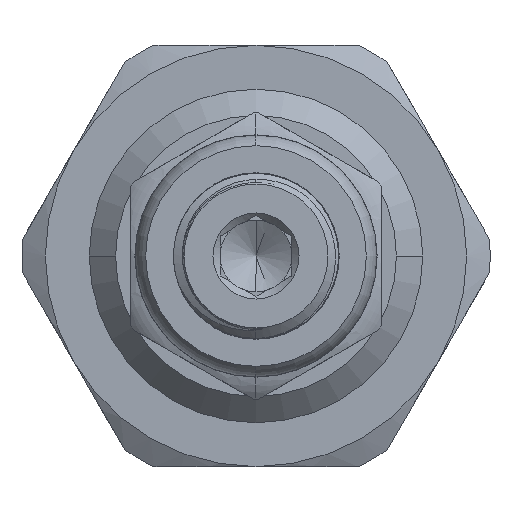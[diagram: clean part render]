
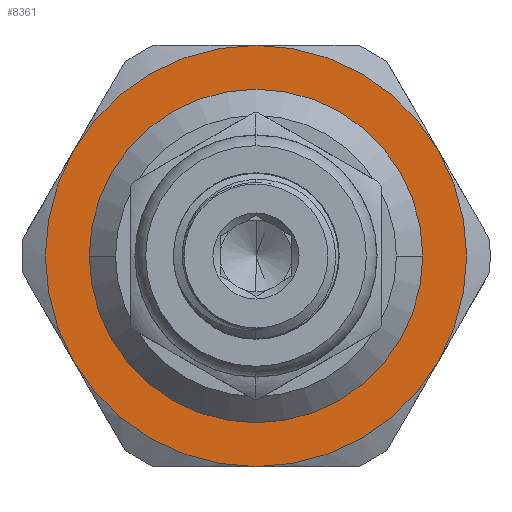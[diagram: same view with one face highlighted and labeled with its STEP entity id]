
A CAD part, left-side view. The second image highlights one B-rep face of the part: STEP entity #8361.
In plain terms, the highlighted planar face has unit normal (-1, 0, 0).
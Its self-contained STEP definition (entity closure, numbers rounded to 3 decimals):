
#194 = EDGE_LOOP ( 'NONE', ( #9527, #2315 ) ) ;
#488 = DIRECTION ( 'NONE',  ( -1., 0., 0. ) ) ;
#549 = CARTESIAN_POINT ( 'NONE',  ( 0., -10.392, -6. ) ) ;
#744 = EDGE_CURVE ( 'NONE', #8168, #1777, #11135, .T. ) ;
#822 = CARTESIAN_POINT ( 'NONE',  ( 0., 0., -12. ) ) ;
#1777 = VERTEX_POINT ( 'NONE', #12709 ) ;
#2315 = ORIENTED_EDGE ( 'NONE', *, *, #744, .F. ) ;
#2397 = CARTESIAN_POINT ( 'NONE',  ( 0., 0., -8.5 ) ) ;
#2658 = DIRECTION ( 'NONE',  ( -1., 0., 0. ) ) ;
#2808 = CIRCLE ( 'NONE', #6379, 12. ) ;
#3230 = CARTESIAN_POINT ( 'NONE',  ( 0., 10.392, 6. ) ) ;
#3495 = ORIENTED_EDGE ( 'NONE', *, *, #14051, .T. ) ;
#3536 = CARTESIAN_POINT ( 'NONE',  ( 0., 0., 0. ) ) ;
#3549 = EDGE_CURVE ( 'NONE', #9455, #13522, #2808, .T. ) ;
#3562 = DIRECTION ( 'NONE',  ( -1., 0., 0. ) ) ;
#3589 = DIRECTION ( 'NONE',  ( 0., 0., 1. ) ) ;
#3608 = AXIS2_PLACEMENT_3D ( 'NONE', #4534, #3562, #6785 ) ;
#4139 = EDGE_CURVE ( 'NONE', #11545, #9455, #10235, .T. ) ;
#4460 = CARTESIAN_POINT ( 'NONE',  ( 0., 0., 0. ) ) ;
#4500 = DIRECTION ( 'NONE',  ( -1., 0., 0. ) ) ;
#4534 = CARTESIAN_POINT ( 'NONE',  ( 0., 0., 0. ) ) ;
#4640 = DIRECTION ( 'NONE',  ( -1., 0., 0. ) ) ;
#4772 = ORIENTED_EDGE ( 'NONE', *, *, #4871, .T. ) ;
#4871 = EDGE_CURVE ( 'NONE', #13522, #13559, #9367, .T. ) ;
#5048 = CARTESIAN_POINT ( 'NONE',  ( 0., -10.392, 6. ) ) ;
#5348 = FACE_OUTER_BOUND ( 'NONE', #10654, .T. ) ;
#5612 = PLANE ( 'NONE',  #7879 ) ;
#5971 = DIRECTION ( 'NONE',  ( 0., 0., 1. ) ) ;
#6376 = VERTEX_POINT ( 'NONE', #10385 ) ;
#6378 = DIRECTION ( 'NONE',  ( -1., 0., 0. ) ) ;
#6379 = AXIS2_PLACEMENT_3D ( 'NONE', #11786, #6378, #8538 ) ;
#6594 = CIRCLE ( 'NONE', #8623, 12. ) ;
#6785 = DIRECTION ( 'NONE',  ( 0., 0., 1. ) ) ;
#7815 = AXIS2_PLACEMENT_3D ( 'NONE', #10105, #10197, #3589 ) ;
#7879 = AXIS2_PLACEMENT_3D ( 'NONE', #10135, #4500, #10088 ) ;
#8168 = VERTEX_POINT ( 'NONE', #2397 ) ;
#8361 = ADVANCED_FACE ( 'NONE', ( #5348, #8815 ), #5612, .T. ) ;
#8363 = ORIENTED_EDGE ( 'NONE', *, *, #3549, .T. ) ;
#8479 = DIRECTION ( 'NONE',  ( 0., 0., 1. ) ) ;
#8538 = DIRECTION ( 'NONE',  ( 0., 0., 1. ) ) ;
#8623 = AXIS2_PLACEMENT_3D ( 'NONE', #11683, #13990, #8479 ) ;
#8787 = CIRCLE ( 'NONE', #3608, 12. ) ;
#8815 = FACE_BOUND ( 'NONE', #194, .T. ) ;
#8881 = ORIENTED_EDGE ( 'NONE', *, *, #9137, .T. ) ;
#8977 = CARTESIAN_POINT ( 'NONE',  ( 0., 10.392, -6. ) ) ;
#9012 = AXIS2_PLACEMENT_3D ( 'NONE', #3536, #2658, #13397 ) ;
#9137 = EDGE_CURVE ( 'NONE', #11375, #11545, #6594, .T. ) ;
#9367 = CIRCLE ( 'NONE', #11895, 12. ) ;
#9455 = VERTEX_POINT ( 'NONE', #822 ) ;
#9527 = ORIENTED_EDGE ( 'NONE', *, *, #10320, .F. ) ;
#9646 = CIRCLE ( 'NONE', #7815, 8.5 ) ;
#9947 = AXIS2_PLACEMENT_3D ( 'NONE', #12673, #488, #5971 ) ;
#10088 = DIRECTION ( 'NONE',  ( 0., 0., 1. ) ) ;
#10105 = CARTESIAN_POINT ( 'NONE',  ( 0., 0., 0. ) ) ;
#10135 = CARTESIAN_POINT ( 'NONE',  ( 0., 0., 0. ) ) ;
#10197 = DIRECTION ( 'NONE',  ( -1., 0., 0. ) ) ;
#10235 = CIRCLE ( 'NONE', #9947, 12. ) ;
#10320 = EDGE_CURVE ( 'NONE', #1777, #8168, #9646, .T. ) ;
#10385 = CARTESIAN_POINT ( 'NONE',  ( 0., 0., 12. ) ) ;
#10654 = EDGE_LOOP ( 'NONE', ( #3495, #12551, #8881, #13063, #8363, #4772 ) ) ;
#11135 = CIRCLE ( 'NONE', #9012, 8.5 ) ;
#11287 = DIRECTION ( 'NONE',  ( -1., 0., 0. ) ) ;
#11330 = DIRECTION ( 'NONE',  ( 0., 0., 1. ) ) ;
#11375 = VERTEX_POINT ( 'NONE', #3230 ) ;
#11539 = EDGE_CURVE ( 'NONE', #6376, #11375, #8787, .T. ) ;
#11545 = VERTEX_POINT ( 'NONE', #8977 ) ;
#11581 = AXIS2_PLACEMENT_3D ( 'NONE', #4460, #4640, #13344 ) ;
#11683 = CARTESIAN_POINT ( 'NONE',  ( 0., 0., 0. ) ) ;
#11786 = CARTESIAN_POINT ( 'NONE',  ( 0., 0., 0. ) ) ;
#11895 = AXIS2_PLACEMENT_3D ( 'NONE', #13372, #11287, #11330 ) ;
#12551 = ORIENTED_EDGE ( 'NONE', *, *, #11539, .T. ) ;
#12673 = CARTESIAN_POINT ( 'NONE',  ( 0., 0., 0. ) ) ;
#12709 = CARTESIAN_POINT ( 'NONE',  ( 0., 0., 8.5 ) ) ;
#13063 = ORIENTED_EDGE ( 'NONE', *, *, #4139, .T. ) ;
#13344 = DIRECTION ( 'NONE',  ( 0., 0., 1. ) ) ;
#13372 = CARTESIAN_POINT ( 'NONE',  ( 0., 0., 0. ) ) ;
#13397 = DIRECTION ( 'NONE',  ( 0., 0., 1. ) ) ;
#13522 = VERTEX_POINT ( 'NONE', #549 ) ;
#13559 = VERTEX_POINT ( 'NONE', #5048 ) ;
#13749 = CIRCLE ( 'NONE', #11581, 12. ) ;
#13990 = DIRECTION ( 'NONE',  ( -1., 0., 0. ) ) ;
#14051 = EDGE_CURVE ( 'NONE', #13559, #6376, #13749, .T. ) ;
